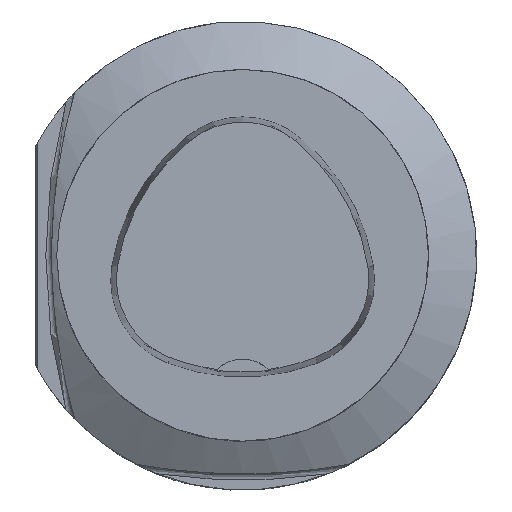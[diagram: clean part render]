
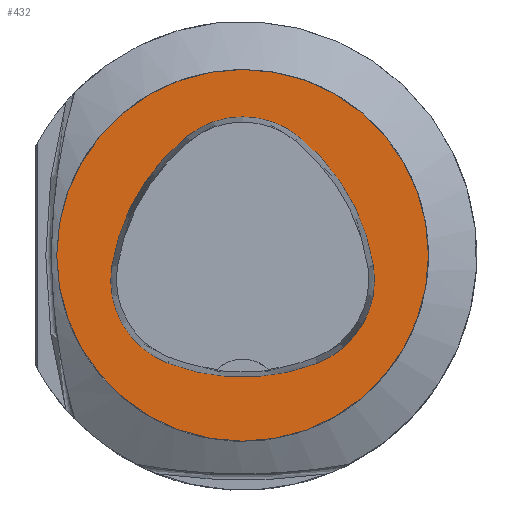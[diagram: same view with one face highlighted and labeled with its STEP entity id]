
A CAD part, top view. The second image highlights one B-rep face of the part: STEP entity #432.
In plain terms, the highlighted planar face has unit normal (0, 0, 1).
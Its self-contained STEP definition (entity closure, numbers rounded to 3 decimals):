
#432=ADVANCED_FACE('',(#1201,#1202),#769,.T.);
#769=PLANE('',#6350);
#1098=CIRCLE('',#6321,25.);
#1100=CIRCLE('',#6328,28.);
#1102=CIRCLE('',#6331,12.);
#1104=CIRCLE('',#6334,28.);
#1106=CIRCLE('',#6337,12.);
#1110=CIRCLE('',#6342,28.);
#1112=CIRCLE('',#6345,12.);
#1201=FACE_BOUND('',#1305,.T.);
#1202=FACE_BOUND('',#1306,.T.);
#1305=EDGE_LOOP('',(#2137,#2138,#2139,#2140,#2141,#2142));
#1306=EDGE_LOOP('',(#2143));
#2137=ORIENTED_EDGE('',*,*,#4509,.T.);
#2138=ORIENTED_EDGE('',*,*,#4489,.T.);
#2139=ORIENTED_EDGE('',*,*,#4493,.T.);
#2140=ORIENTED_EDGE('',*,*,#4496,.T.);
#2141=ORIENTED_EDGE('',*,*,#4499,.T.);
#2142=ORIENTED_EDGE('',*,*,#4507,.T.);
#2143=ORIENTED_EDGE('',*,*,#4479,.F.);
#3875=VERTEX_POINT('',#8787);
#3885=VERTEX_POINT('',#8808);
#3886=VERTEX_POINT('',#8809);
#3889=VERTEX_POINT('',#8817);
#3891=VERTEX_POINT('',#8823);
#3893=VERTEX_POINT('',#8829);
#3900=VERTEX_POINT('',#8850);
#4479=EDGE_CURVE('',#3875,#3875,#1098,.T.);
#4489=EDGE_CURVE('',#3885,#3886,#1100,.T.);
#4493=EDGE_CURVE('',#3886,#3889,#1102,.T.);
#4496=EDGE_CURVE('',#3889,#3891,#1104,.T.);
#4499=EDGE_CURVE('',#3891,#3893,#1106,.T.);
#4507=EDGE_CURVE('',#3893,#3900,#1110,.T.);
#4509=EDGE_CURVE('',#3900,#3885,#1112,.T.);
#6321=AXIS2_PLACEMENT_3D('',#8786,#7049,#7050);
#6328=AXIS2_PLACEMENT_3D('',#8807,#7067,#7068);
#6331=AXIS2_PLACEMENT_3D('',#8816,#7075,#7076);
#6334=AXIS2_PLACEMENT_3D('',#8822,#7082,#7083);
#6337=AXIS2_PLACEMENT_3D('',#8828,#7089,#7090);
#6342=AXIS2_PLACEMENT_3D('',#8851,#7101,#7102);
#6345=AXIS2_PLACEMENT_3D('',#8854,#7107,#7108);
#6350=AXIS2_PLACEMENT_3D('',#8859,#7117,#7118);
#7049=DIRECTION('',(0.,0.,-1.));
#7050=DIRECTION('',(-1.,0.,0.));
#7067=DIRECTION('',(0.,0.,-1.));
#7068=DIRECTION('',(-1.,0.,0.));
#7075=DIRECTION('',(0.,0.,-1.));
#7076=DIRECTION('',(-1.,0.,0.));
#7082=DIRECTION('',(0.,0.,-1.));
#7083=DIRECTION('',(-1.,0.,0.));
#7089=DIRECTION('',(0.,0.,-1.));
#7090=DIRECTION('',(-1.,0.,0.));
#7101=DIRECTION('',(0.,0.,-1.));
#7102=DIRECTION('',(-1.,0.,0.));
#7107=DIRECTION('',(0.,0.,-1.));
#7108=DIRECTION('',(-1.,0.,0.));
#7117=DIRECTION('',(0.,0.,1.));
#7118=DIRECTION('',(1.,0.,0.));
#8786=CARTESIAN_POINT('',(0.,0.,0.));
#8787=CARTESIAN_POINT('',(-25.,0.,0.));
#8807=CARTESIAN_POINT('',(10.068,-5.824,0.));
#8808=CARTESIAN_POINT('',(-17.584,-1.424,0.));
#8809=CARTESIAN_POINT('',(-7.531,15.953,0.));
#8816=CARTESIAN_POINT('',(0.011,6.62,0.));
#8817=CARTESIAN_POINT('',(7.567,15.942,0.));
#8822=CARTESIAN_POINT('',(-10.063,-5.81,0.));
#8823=CARTESIAN_POINT('',(17.59,-1.418,0.));
#8828=CARTESIAN_POINT('',(5.739,-3.3,0.));
#8829=CARTESIAN_POINT('',(10.05,-14.499,0.));
#8850=CARTESIAN_POINT('',(-10.025,-14.516,0.));
#8851=CARTESIAN_POINT('',(-0.01,11.631,0.));
#8854=CARTESIAN_POINT('',(-5.733,-3.31,0.));
#8859=CARTESIAN_POINT('',(0.,0.,0.));
